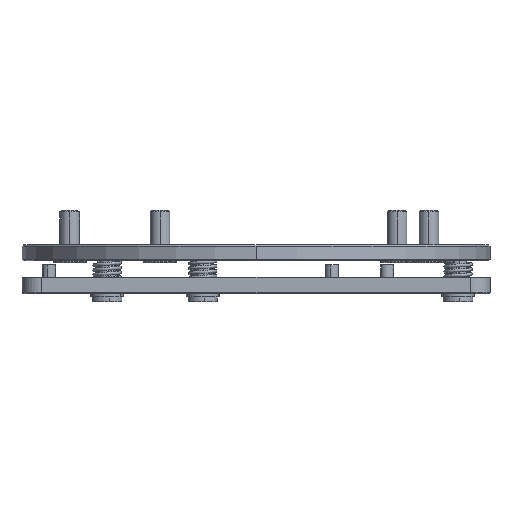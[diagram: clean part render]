
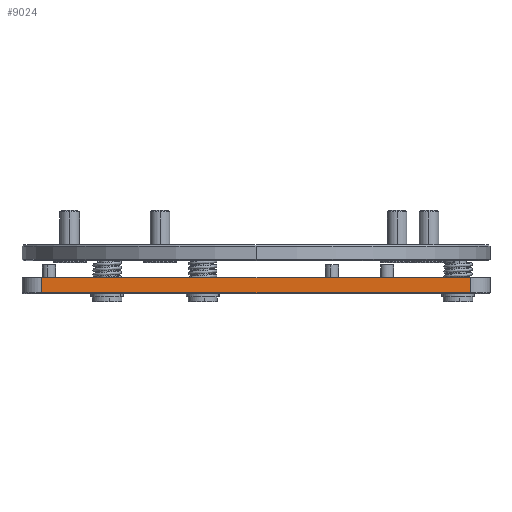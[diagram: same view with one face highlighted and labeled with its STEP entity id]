
A CAD part, left-side view. The second image highlights one B-rep face of the part: STEP entity #9024.
In plain terms, the highlighted planar face has unit normal (-1, 0, 0).
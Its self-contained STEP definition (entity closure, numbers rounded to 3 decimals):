
#300 = LINE ( 'NONE', #5774, #2757 ) ;
#581 = CARTESIAN_POINT ( 'NONE',  ( -71.5, 71.5, -10. ) ) ;
#718 = VECTOR ( 'NONE', #7921, 1000. ) ;
#1559 = DIRECTION ( 'NONE',  ( 0., 0., -1. ) ) ;
#1568 = DIRECTION ( 'NONE',  ( 0., 0., 1. ) ) ;
#1637 = VECTOR ( 'NONE', #8862, 1000. ) ;
#1707 = CARTESIAN_POINT ( 'NONE',  ( -71.5, -65.5, -10.2 ) ) ;
#2456 = EDGE_CURVE ( 'NONE', #6949, #6627, #6175, .T. ) ;
#2757 = VECTOR ( 'NONE', #1559, 1000. ) ;
#3542 = CARTESIAN_POINT ( 'NONE',  ( -71.5, -65.5, -10. ) ) ;
#3631 = CARTESIAN_POINT ( 'NONE',  ( -71.5, -65.5, -14.8 ) ) ;
#3909 = LINE ( 'NONE', #3542, #6440 ) ;
#4250 = PLANE ( 'NONE',  #6270 ) ;
#4398 = LINE ( 'NONE', #8069, #1637 ) ;
#4423 = CARTESIAN_POINT ( 'NONE',  ( -71.5, 71.5, -10.2 ) ) ;
#4638 = EDGE_CURVE ( 'NONE', #7529, #6949, #3909, .T. ) ;
#4800 = EDGE_CURVE ( 'NONE', #11711, #7529, #4398, .T. ) ;
#5034 = FACE_OUTER_BOUND ( 'NONE', #10759, .T. ) ;
#5139 = ORIENTED_EDGE ( 'NONE', *, *, #2456, .T. ) ;
#5629 = EDGE_CURVE ( 'NONE', #6627, #11711, #300, .T. ) ;
#5774 = CARTESIAN_POINT ( 'NONE',  ( -71.5, 65.5, -10. ) ) ;
#6175 = LINE ( 'NONE', #4423, #718 ) ;
#6229 = ORIENTED_EDGE ( 'NONE', *, *, #5629, .T. ) ;
#6270 = AXIS2_PLACEMENT_3D ( 'NONE', #581, #9860, #11739 ) ;
#6440 = VECTOR ( 'NONE', #1568, 1000. ) ;
#6627 = VERTEX_POINT ( 'NONE', #9740 ) ;
#6940 = ORIENTED_EDGE ( 'NONE', *, *, #4800, .T. ) ;
#6949 = VERTEX_POINT ( 'NONE', #1707 ) ;
#7529 = VERTEX_POINT ( 'NONE', #3631 ) ;
#7921 = DIRECTION ( 'NONE',  ( 0., 1., 0. ) ) ;
#8069 = CARTESIAN_POINT ( 'NONE',  ( -71.5, -65.5, -14.8 ) ) ;
#8862 = DIRECTION ( 'NONE',  ( 0., -1., 0. ) ) ;
#9024 = ADVANCED_FACE ( 'NONE', ( #5034 ), #4250, .F. ) ;
#9740 = CARTESIAN_POINT ( 'NONE',  ( -71.5, 65.5, -10.2 ) ) ;
#9860 = DIRECTION ( 'NONE',  ( 1., 0., 0. ) ) ;
#10145 = ORIENTED_EDGE ( 'NONE', *, *, #4638, .T. ) ;
#10759 = EDGE_LOOP ( 'NONE', ( #6229, #6940, #10145, #5139 ) ) ;
#10779 = CARTESIAN_POINT ( 'NONE',  ( -71.5, 65.5, -14.8 ) ) ;
#11711 = VERTEX_POINT ( 'NONE', #10779 ) ;
#11739 = DIRECTION ( 'NONE',  ( 0., 1., 0. ) ) ;
